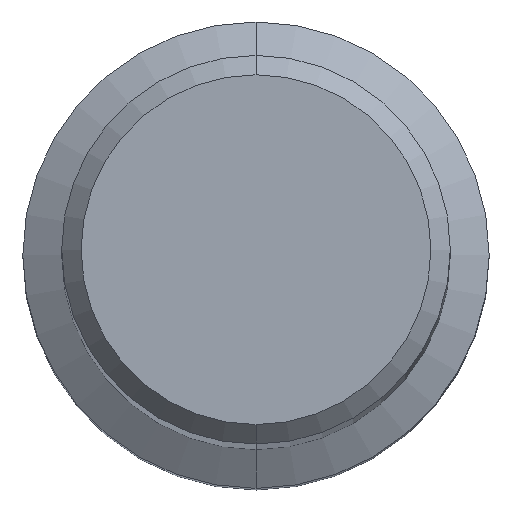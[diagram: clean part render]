
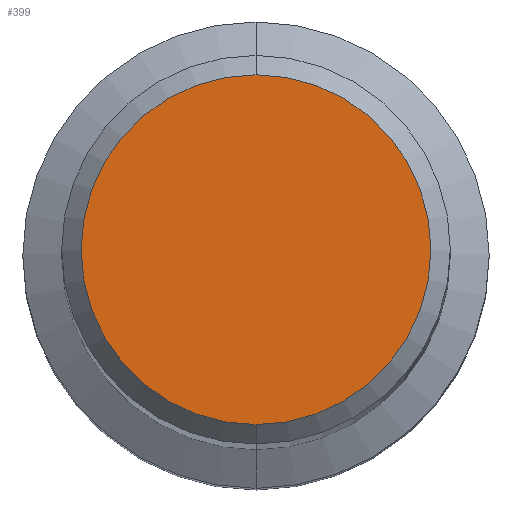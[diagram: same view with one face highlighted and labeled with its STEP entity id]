
A CAD part, top view. The second image highlights one B-rep face of the part: STEP entity #399.
In plain terms, the highlighted planar face has unit normal (0, 0, 1).
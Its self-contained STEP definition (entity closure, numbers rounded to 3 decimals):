
#219=EDGE_CURVE('',#363,#379,#576,.T.);
#363=VERTEX_POINT('',#737);
#379=VERTEX_POINT('',#753);
#399=ADVANCED_FACE('',(#776),#777,.T.);
#531=EDGE_CURVE('',#379,#363,#922,.T.);
#576=CIRCLE('',#980,4.5);
#737=CARTESIAN_POINT('',(0.0,4.5,0.0));
#753=CARTESIAN_POINT('',(0.,-4.5,0.0));
#776=FACE_OUTER_BOUND('',#1317,.T.);
#777=PLANE('',#1318);
#922=CIRCLE('',#1669,4.5);
#980=AXIS2_PLACEMENT_3D('',#1709,#1710,#1711);
#1317=EDGE_LOOP('',(#1941,#1942));
#1318=AXIS2_PLACEMENT_3D('',#1943,#1944,#1945);
#1669=AXIS2_PLACEMENT_3D('',#2095,#2096,#2097);
#1709=CARTESIAN_POINT('',(0.0,0.0,0.0));
#1710=DIRECTION('',(0.0,0.0,-1.0));
#1711=DIRECTION('',(0.0,1.0,0.0));
#1941=ORIENTED_EDGE('',*,*,#219,.F.);
#1942=ORIENTED_EDGE('',*,*,#531,.F.);
#1943=CARTESIAN_POINT('',(0.0,2.25,0.0));
#1944=DIRECTION('',(-0.0,0.0,1.0));
#1945=DIRECTION('',(0.0,-1.0,0.0));
#2095=CARTESIAN_POINT('',(0.0,0.0,0.0));
#2096=DIRECTION('',(0.0,0.0,-1.0));
#2097=DIRECTION('',(0.0,1.0,0.0));
